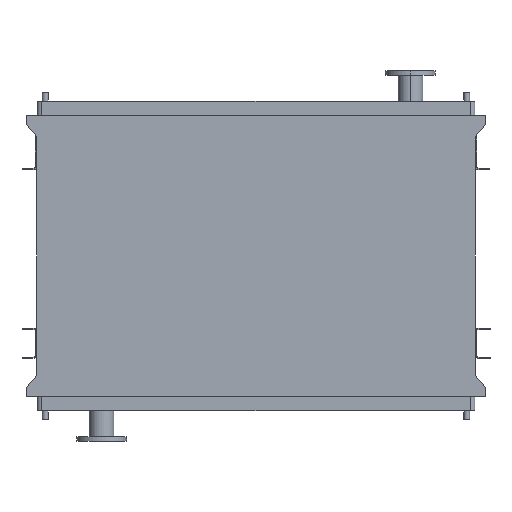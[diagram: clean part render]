
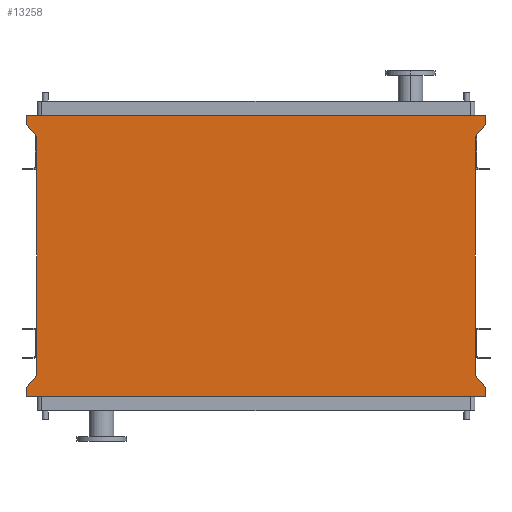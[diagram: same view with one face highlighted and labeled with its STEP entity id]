
A CAD part, front view. The second image highlights one B-rep face of the part: STEP entity #13258.
In plain terms, the highlighted planar face has unit normal (0, -1, 0).
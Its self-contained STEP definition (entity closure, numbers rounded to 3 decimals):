
#148 = CARTESIAN_POINT ( 'NONE',  ( -965., 0., 0. ) ) ;
#156 = VERTEX_POINT ( 'NONE', #6018 ) ;
#370 = ORIENTED_EDGE ( 'NONE', *, *, #10626, .F. ) ;
#472 = VERTEX_POINT ( 'NONE', #3587 ) ;
#798 = CARTESIAN_POINT ( 'NONE',  ( 1011., 0., 53. ) ) ;
#835 = ORIENTED_EDGE ( 'NONE', *, *, #847, .F. ) ;
#844 = ORIENTED_EDGE ( 'NONE', *, *, #3928, .F. ) ;
#847 = EDGE_CURVE ( 'NONE', #12365, #472, #1011, .T. ) ;
#887 = DIRECTION ( 'NONE',  ( 0.655, 0., -0.755 ) ) ;
#927 = VECTOR ( 'NONE', #887, 1000. ) ;
#929 = LINE ( 'NONE', #12847, #11749 ) ;
#1011 = LINE ( 'NONE', #8572, #1760 ) ;
#1074 = EDGE_LOOP ( 'NONE', ( #3163, #5519, #12105, #1901, #844, #370, #3486, #9942, #835, #10489, #6789, #14043 ) ) ;
#1655 = CARTESIAN_POINT ( 'NONE',  ( -965., 0., 0. ) ) ;
#1760 = VECTOR ( 'NONE', #12934, 1000. ) ;
#1901 = ORIENTED_EDGE ( 'NONE', *, *, #2913, .F. ) ;
#1929 = EDGE_CURVE ( 'NONE', #5907, #2656, #13143, .T. ) ;
#1968 = VERTEX_POINT ( 'NONE', #12065 ) ;
#2298 = VECTOR ( 'NONE', #7315, 1000. ) ;
#2656 = VERTEX_POINT ( 'NONE', #4991 ) ;
#2780 = EDGE_CURVE ( 'NONE', #6816, #1968, #929, .T. ) ;
#2913 = EDGE_CURVE ( 'NONE', #8902, #6188, #12267, .T. ) ;
#2927 = VECTOR ( 'NONE', #13139, 1000. ) ;
#3047 = CARTESIAN_POINT ( 'NONE',  ( -1011., 0., 53. ) ) ;
#3163 = ORIENTED_EDGE ( 'NONE', *, *, #5329, .T. ) ;
#3203 = EDGE_CURVE ( 'NONE', #1968, #12365, #8315, .T. ) ;
#3282 = VECTOR ( 'NONE', #11144, 1000. ) ;
#3428 = LINE ( 'NONE', #148, #2927 ) ;
#3486 = ORIENTED_EDGE ( 'NONE', *, *, #10333, .F. ) ;
#3587 = CARTESIAN_POINT ( 'NONE',  ( -1011., 0., -1103. ) ) ;
#3773 = CARTESIAN_POINT ( 'NONE',  ( -1011., 0., -1145. ) ) ;
#3928 = EDGE_CURVE ( 'NONE', #4324, #8902, #6929, .T. ) ;
#4067 = DIRECTION ( 'NONE',  ( 0., 0., -1. ) ) ;
#4324 = VERTEX_POINT ( 'NONE', #3047 ) ;
#4490 = EDGE_CURVE ( 'NONE', #6188, #5907, #4662, .T. ) ;
#4662 = LINE ( 'NONE', #13301, #7429 ) ;
#4701 = DIRECTION ( 'NONE',  ( 0., 0., 1. ) ) ;
#4773 = LINE ( 'NONE', #9127, #13309 ) ;
#4917 = CARTESIAN_POINT ( 'NONE',  ( 1011., 0., 95. ) ) ;
#4991 = CARTESIAN_POINT ( 'NONE',  ( 965., 0., 0. ) ) ;
#5173 = CARTESIAN_POINT ( 'NONE',  ( 1011., 0., -1103. ) ) ;
#5329 = EDGE_CURVE ( 'NONE', #7278, #2656, #4773, .T. ) ;
#5519 = ORIENTED_EDGE ( 'NONE', *, *, #1929, .F. ) ;
#5907 = VERTEX_POINT ( 'NONE', #798 ) ;
#6018 = CARTESIAN_POINT ( 'NONE',  ( -965., 0., -1050. ) ) ;
#6090 = CARTESIAN_POINT ( 'NONE',  ( -965., 0., -1050. ) ) ;
#6188 = VERTEX_POINT ( 'NONE', #4917 ) ;
#6787 = CARTESIAN_POINT ( 'NONE',  ( -1011., 0., 53. ) ) ;
#6789 = ORIENTED_EDGE ( 'NONE', *, *, #2780, .F. ) ;
#6816 = VERTEX_POINT ( 'NONE', #5173 ) ;
#6907 = VECTOR ( 'NONE', #10735, 1000. ) ;
#6929 = LINE ( 'NONE', #6787, #3282 ) ;
#7187 = VECTOR ( 'NONE', #7227, 1000. ) ;
#7227 = DIRECTION ( 'NONE',  ( 0., 0., 1. ) ) ;
#7247 = CARTESIAN_POINT ( 'NONE',  ( -1011., 0., -1145. ) ) ;
#7278 = VERTEX_POINT ( 'NONE', #10984 ) ;
#7315 = DIRECTION ( 'NONE',  ( 0.655, 0., 0.755 ) ) ;
#7384 = CARTESIAN_POINT ( 'NONE',  ( -1011., 0., 95. ) ) ;
#7429 = VECTOR ( 'NONE', #13230, 1000. ) ;
#7689 = DIRECTION ( 'NONE',  ( 1., 0., 0. ) ) ;
#8097 = CARTESIAN_POINT ( 'NONE',  ( -965., 0., -1050. ) ) ;
#8231 = DIRECTION ( 'NONE',  ( 0., 0., -1. ) ) ;
#8315 = LINE ( 'NONE', #7247, #6907 ) ;
#8572 = CARTESIAN_POINT ( 'NONE',  ( -1011., 0., -1103. ) ) ;
#8576 = DIRECTION ( 'NONE',  ( -0.655, 0., -0.755 ) ) ;
#8902 = VERTEX_POINT ( 'NONE', #7384 ) ;
#9127 = CARTESIAN_POINT ( 'NONE',  ( 965., 0., -1050. ) ) ;
#9306 = FACE_OUTER_BOUND ( 'NONE', #1074, .T. ) ;
#9669 = VECTOR ( 'NONE', #8576, 1000. ) ;
#9942 = ORIENTED_EDGE ( 'NONE', *, *, #9982, .F. ) ;
#9975 = CARTESIAN_POINT ( 'NONE',  ( -1011., 0., 95. ) ) ;
#9982 = EDGE_CURVE ( 'NONE', #472, #156, #13744, .T. ) ;
#10333 = EDGE_CURVE ( 'NONE', #156, #10390, #10510, .T. ) ;
#10390 = VERTEX_POINT ( 'NONE', #1655 ) ;
#10489 = ORIENTED_EDGE ( 'NONE', *, *, #3203, .F. ) ;
#10504 = AXIS2_PLACEMENT_3D ( 'NONE', #8097, #12452, #8231 ) ;
#10510 = LINE ( 'NONE', #13510, #7187 ) ;
#10523 = PLANE ( 'NONE',  #10504 ) ;
#10626 = EDGE_CURVE ( 'NONE', #10390, #4324, #3428, .T. ) ;
#10735 = DIRECTION ( 'NONE',  ( -1., 0., 0. ) ) ;
#10859 = CARTESIAN_POINT ( 'NONE',  ( 1011., 0., 53. ) ) ;
#10984 = CARTESIAN_POINT ( 'NONE',  ( 965., 0., -1050. ) ) ;
#11144 = DIRECTION ( 'NONE',  ( 0., 0., 1. ) ) ;
#11749 = VECTOR ( 'NONE', #4067, 1000. ) ;
#12000 = LINE ( 'NONE', #13009, #927 ) ;
#12065 = CARTESIAN_POINT ( 'NONE',  ( 1011., 0., -1145. ) ) ;
#12105 = ORIENTED_EDGE ( 'NONE', *, *, #4490, .F. ) ;
#12267 = LINE ( 'NONE', #9975, #13995 ) ;
#12365 = VERTEX_POINT ( 'NONE', #3773 ) ;
#12452 = DIRECTION ( 'NONE',  ( 0., -1., 0. ) ) ;
#12847 = CARTESIAN_POINT ( 'NONE',  ( 1011., 0., -1145. ) ) ;
#12934 = DIRECTION ( 'NONE',  ( 0., 0., 1. ) ) ;
#13009 = CARTESIAN_POINT ( 'NONE',  ( 1011., 0., -1103. ) ) ;
#13139 = DIRECTION ( 'NONE',  ( -0.655, 0., 0.755 ) ) ;
#13143 = LINE ( 'NONE', #10859, #9669 ) ;
#13230 = DIRECTION ( 'NONE',  ( 0., 0., -1. ) ) ;
#13258 = ADVANCED_FACE ( 'NONE', ( #9306 ), #10523, .T. ) ;
#13301 = CARTESIAN_POINT ( 'NONE',  ( 1011., 0., 95. ) ) ;
#13309 = VECTOR ( 'NONE', #4701, 1000. ) ;
#13394 = EDGE_CURVE ( 'NONE', #7278, #6816, #12000, .T. ) ;
#13510 = CARTESIAN_POINT ( 'NONE',  ( -965., 0., -1050. ) ) ;
#13744 = LINE ( 'NONE', #6090, #2298 ) ;
#13995 = VECTOR ( 'NONE', #7689, 1000. ) ;
#14043 = ORIENTED_EDGE ( 'NONE', *, *, #13394, .F. ) ;
